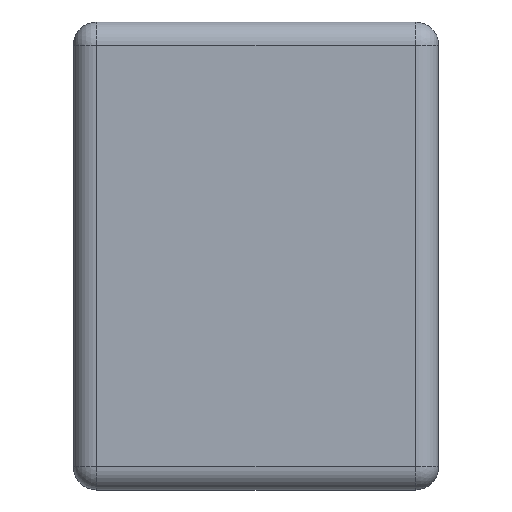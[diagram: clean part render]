
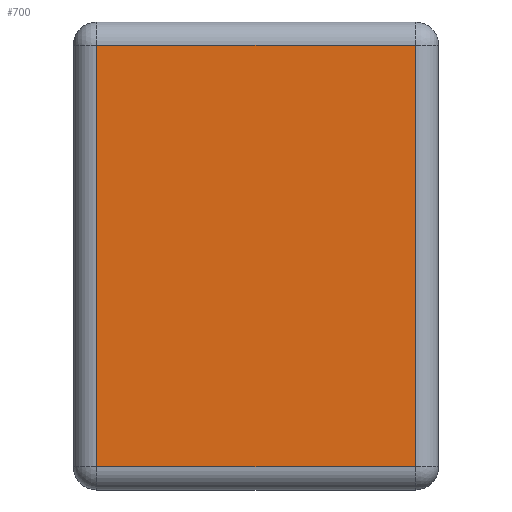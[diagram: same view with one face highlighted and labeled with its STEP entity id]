
A CAD part, left-side view. The second image highlights one B-rep face of the part: STEP entity #700.
In plain terms, the highlighted planar face has unit normal (-1, 0, 0).
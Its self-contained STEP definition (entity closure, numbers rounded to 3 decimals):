
#72 = DIRECTION ( 'NONE',  ( 0., 0., 1. ) ) ;
#179 = LINE ( 'NONE', #1269, #504 ) ;
#249 = EDGE_CURVE ( 'NONE', #628, #450, #179, .T. ) ;
#250 = CARTESIAN_POINT ( 'NONE',  ( -1.6, 0.08, -0.8 ) ) ;
#282 = ORIENTED_EDGE ( 'NONE', *, *, #249, .T. ) ;
#292 = CARTESIAN_POINT ( 'NONE',  ( -1.6, 0.08, -0.72 ) ) ;
#310 = CARTESIAN_POINT ( 'NONE',  ( -1.6, 0.08, 0.72 ) ) ;
#325 = EDGE_CURVE ( 'NONE', #450, #578, #1187, .T. ) ;
#344 = EDGE_CURVE ( 'NONE', #1045, #628, #928, .T. ) ;
#379 = VECTOR ( 'NONE', #72, 1000. ) ;
#439 = EDGE_LOOP ( 'NONE', ( #282, #1234, #618, #718 ) ) ;
#450 = VERTEX_POINT ( 'NONE', #1240 ) ;
#456 = DIRECTION ( 'NONE',  ( 1., 0., 0. ) ) ;
#503 = CARTESIAN_POINT ( 'NONE',  ( -1.6, 1.25, -0.72 ) ) ;
#504 = VECTOR ( 'NONE', #882, 1000. ) ;
#522 = DIRECTION ( 'NONE',  ( 0., 1., 0. ) ) ;
#542 = VECTOR ( 'NONE', #522, 1000. ) ;
#554 = PLANE ( 'NONE',  #802 ) ;
#578 = VERTEX_POINT ( 'NONE', #292 ) ;
#598 = DIRECTION ( 'NONE',  ( 0., -1., 0. ) ) ;
#618 = ORIENTED_EDGE ( 'NONE', *, *, #1132, .T. ) ;
#628 = VERTEX_POINT ( 'NONE', #798 ) ;
#700 = ADVANCED_FACE ( 'NONE', ( #1221 ), #554, .F. ) ;
#712 = CARTESIAN_POINT ( 'NONE',  ( -1.6, 1.25, 0.72 ) ) ;
#718 = ORIENTED_EDGE ( 'NONE', *, *, #344, .T. ) ;
#798 = CARTESIAN_POINT ( 'NONE',  ( -1.6, 1.17, 0.72 ) ) ;
#802 = AXIS2_PLACEMENT_3D ( 'NONE', #1026, #456, #930 ) ;
#882 = DIRECTION ( 'NONE',  ( 0., 0., -1. ) ) ;
#928 = LINE ( 'NONE', #712, #542 ) ;
#930 = DIRECTION ( 'NONE',  ( 0., 0., -1. ) ) ;
#950 = VECTOR ( 'NONE', #598, 1000. ) ;
#1026 = CARTESIAN_POINT ( 'NONE',  ( -1.6, 1.25, -0.8 ) ) ;
#1045 = VERTEX_POINT ( 'NONE', #310 ) ;
#1132 = EDGE_CURVE ( 'NONE', #578, #1045, #1140, .T. ) ;
#1140 = LINE ( 'NONE', #250, #379 ) ;
#1187 = LINE ( 'NONE', #503, #950 ) ;
#1221 = FACE_OUTER_BOUND ( 'NONE', #439, .T. ) ;
#1234 = ORIENTED_EDGE ( 'NONE', *, *, #325, .T. ) ;
#1240 = CARTESIAN_POINT ( 'NONE',  ( -1.6, 1.17, -0.72 ) ) ;
#1269 = CARTESIAN_POINT ( 'NONE',  ( -1.6, 1.17, -0.8 ) ) ;
